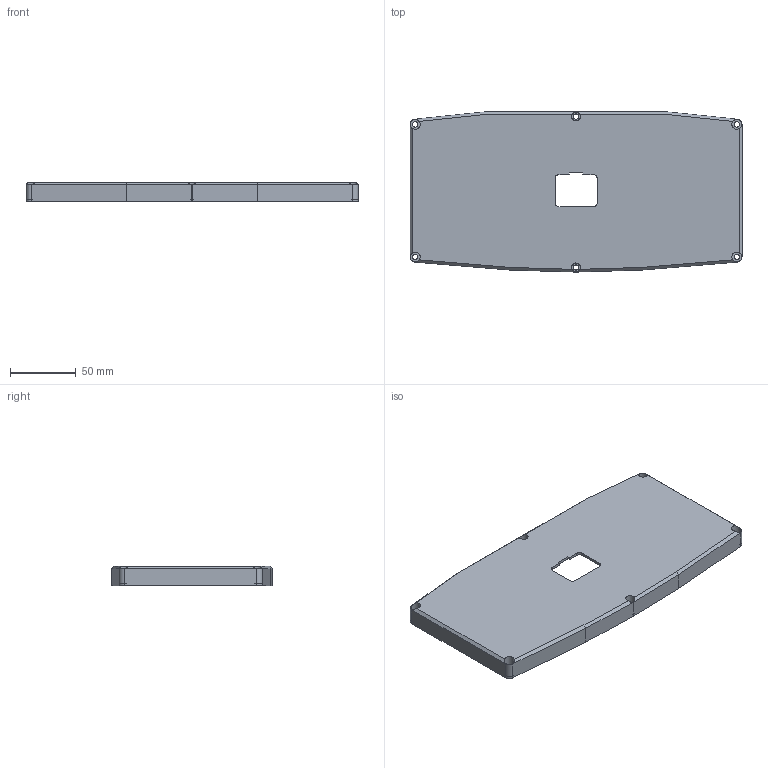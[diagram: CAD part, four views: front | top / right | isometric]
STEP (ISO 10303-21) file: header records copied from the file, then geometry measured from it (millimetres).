
FILE_DESCRIPTION(/* description */ (''),/* implementation_level */ '2;1');
FILE_NAME(/* name */ 'Rear cover.step',/* time_stamp */ '2023-03-14T09:35:38+02:00',/* author */ (''),/* organization */ (''),/* preprocessor_version */ 'ST-DEVELOPER v19.2',/* originating_system */ 'Autodesk Translation Framework v11.17.0.187',/* authorisation */ '');
FILE_SCHEMA (('AUTOMOTIVE_DESIGN { 1 0 10303 214 3 1 1 }'));
Length unit declared in the file: millimetre
Products named in the file (1): PCB_e12_mittaristo_2_2022-12-12
Bounding box: 253 x 122 x 15 mm (x, y, z)
Volume: 76702.5 mm3; surface area: 78245 mm2
Topology: 1 solids, 1 shells, 92 faces, 237 edges, 148 vertices
Faces by surface type: plane 56, cylinder 26, cone 10
Full cylindrical faces by diameter (mm): 4 x6, 6.8 x2, 7.5 x4
Entity records: 2855 total; most frequent: CARTESIAN_POINT 526, DIRECTION 484, ORIENTED_EDGE 474, EDGE_CURVE 237, AXIS2_PLACEMENT_3D 170, VERTEX_POINT 148, LINE 144, VECTOR 144
